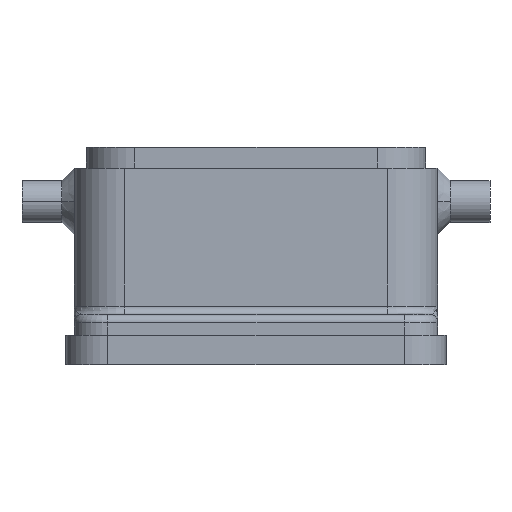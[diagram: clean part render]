
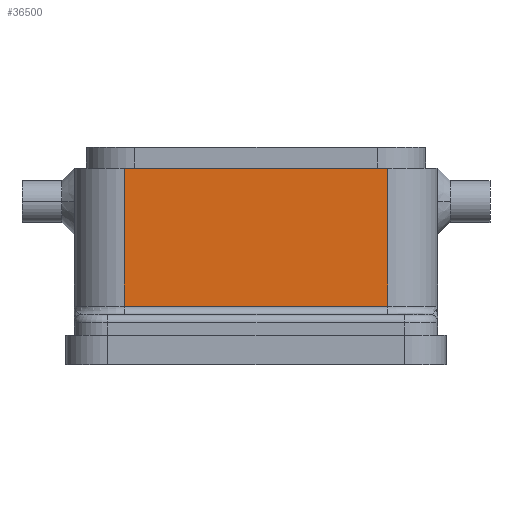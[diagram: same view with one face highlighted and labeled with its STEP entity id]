
A CAD part, left-side view. The second image highlights one B-rep face of the part: STEP entity #36500.
In plain terms, the highlighted planar face has unit normal (-1, 0, 0).
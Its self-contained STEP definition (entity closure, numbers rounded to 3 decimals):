
#26420=CARTESIAN_POINT('',(-36.25,-15.75,23.5));
#26430=VERTEX_POINT('',#26420);
#26460=CARTESIAN_POINT('',(-36.25,0.,23.5));
#26470=DIRECTION('',(0.,-1.,0.));
#26480=VECTOR('',#26470,1.);
#26490=LINE('',#26460,#26480);
#26500=CARTESIAN_POINT('',(-36.25,15.75,23.5));
#26510=VERTEX_POINT('',#26500);
#26520=EDGE_CURVE('',#26510,#26430,#26490,.T.);
#36200=CARTESIAN_POINT('',(-36.25,-15.75,1.5));
#36210=DIRECTION('',(-1.,0.,0.));
#36220=DIRECTION('',(0.,0.,1.));
#36230=AXIS2_PLACEMENT_3D('',#36200,#36210,#36220);
#36240=PLANE('',#36230);
#36250=CARTESIAN_POINT('',(-36.25,15.75,0.));
#36260=DIRECTION('',(0.,0.,-1.));
#36270=VECTOR('',#36260,1.);
#36280=LINE('',#36250,#36270);
#36290=CARTESIAN_POINT('',(-36.25,15.75,7.));
#36300=VERTEX_POINT('',#36290);
#36310=EDGE_CURVE('',#26510,#36300,#36280,.T.);
#36320=ORIENTED_EDGE('',*,*,#36310,.T.);
#36330=ORIENTED_EDGE('',*,*,#26520,.F.);
#36340=CARTESIAN_POINT('',(-36.25,-15.75,0.));
#36350=DIRECTION('',(0.,0.,-1.));
#36360=VECTOR('',#36350,1.);
#36370=LINE('',#36340,#36360);
#36380=CARTESIAN_POINT('',(-36.25,-15.75,7.));
#36390=VERTEX_POINT('',#36380);
#36400=EDGE_CURVE('',#26430,#36390,#36370,.T.);
#36410=ORIENTED_EDGE('',*,*,#36400,.F.);
#36420=CARTESIAN_POINT('',(-36.25,0.,7.));
#36430=DIRECTION('',(0.,1.,0.));
#36440=VECTOR('',#36430,1.);
#36450=LINE('',#36420,#36440);
#36460=EDGE_CURVE('',#36390,#36300,#36450,.T.);
#36470=ORIENTED_EDGE('',*,*,#36460,.F.);
#36480=EDGE_LOOP('',(#36470,#36410,#36330,#36320));
#36490=FACE_OUTER_BOUND('',#36480,.T.);
#36500=ADVANCED_FACE('',(#36490),#36240,.T.);
